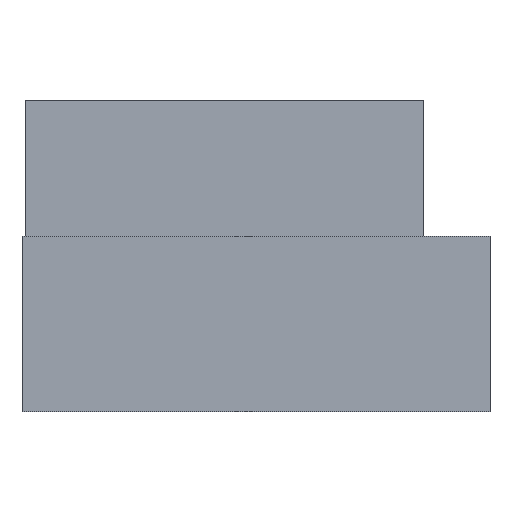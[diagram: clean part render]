
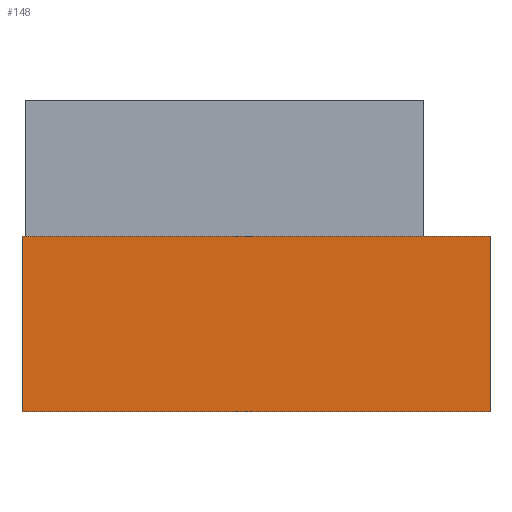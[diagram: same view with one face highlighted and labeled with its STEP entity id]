
A CAD part, left-side view. The second image highlights one B-rep face of the part: STEP entity #148.
In plain terms, the highlighted planar face has unit normal (-1, 0, 0).
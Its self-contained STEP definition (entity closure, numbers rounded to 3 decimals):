
#2 = ORIENTED_EDGE ( 'NONE', *, *, #500, .F. ) ;
#8 = ORIENTED_EDGE ( 'NONE', *, *, #268, .T. ) ;
#22 = PLANE ( 'NONE',  #488 ) ;
#25 = VECTOR ( 'NONE', #164, 1000. ) ;
#68 = DIRECTION ( 'NONE',  ( 0., 0., -1. ) ) ;
#73 = ORIENTED_EDGE ( 'NONE', *, *, #90, .F. ) ;
#81 = ORIENTED_EDGE ( 'NONE', *, *, #167, .T. ) ;
#90 = EDGE_CURVE ( 'NONE', #345, #297, #192, .T. ) ;
#104 = LINE ( 'NONE', #335, #408 ) ;
#140 = CARTESIAN_POINT ( 'NONE',  ( -38., -12., 0. ) ) ;
#141 = CARTESIAN_POINT ( 'NONE',  ( -38., -12., 4.5 ) ) ;
#148 = ADVANCED_FACE ( 'NONE', ( #457 ), #22, .F. ) ;
#156 = VERTEX_POINT ( 'NONE', #283 ) ;
#164 = DIRECTION ( 'NONE',  ( 0., -1., 0. ) ) ;
#167 = EDGE_CURVE ( 'NONE', #156, #297, #432, .T. ) ;
#192 = LINE ( 'NONE', #215, #269 ) ;
#215 = CARTESIAN_POINT ( 'NONE',  ( -38., -12., 4.5 ) ) ;
#242 = CARTESIAN_POINT ( 'NONE',  ( -38., 0., 0. ) ) ;
#259 = VECTOR ( 'NONE', #448, 1000. ) ;
#268 = EDGE_CURVE ( 'NONE', #303, #156, #104, .T. ) ;
#269 = VECTOR ( 'NONE', #452, 1000. ) ;
#283 = CARTESIAN_POINT ( 'NONE',  ( -38., 0., 0. ) ) ;
#297 = VERTEX_POINT ( 'NONE', #140 ) ;
#303 = VERTEX_POINT ( 'NONE', #421 ) ;
#335 = CARTESIAN_POINT ( 'NONE',  ( -38., 0., 4.5 ) ) ;
#345 = VERTEX_POINT ( 'NONE', #141 ) ;
#368 = CARTESIAN_POINT ( 'NONE',  ( -38., 0., 4.5 ) ) ;
#373 = CARTESIAN_POINT ( 'NONE',  ( -38., 0., 4.5 ) ) ;
#398 = LINE ( 'NONE', #368, #259 ) ;
#408 = VECTOR ( 'NONE', #68, 1000. ) ;
#409 = DIRECTION ( 'NONE',  ( 0., 0., -1. ) ) ;
#410 = EDGE_LOOP ( 'NONE', ( #81, #73, #2, #8 ) ) ;
#416 = DIRECTION ( 'NONE',  ( 1., 0., 0. ) ) ;
#421 = CARTESIAN_POINT ( 'NONE',  ( -38., 0., 4.5 ) ) ;
#432 = LINE ( 'NONE', #242, #25 ) ;
#448 = DIRECTION ( 'NONE',  ( 0., -1., 0. ) ) ;
#452 = DIRECTION ( 'NONE',  ( 0., 0., -1. ) ) ;
#457 = FACE_OUTER_BOUND ( 'NONE', #410, .T. ) ;
#488 = AXIS2_PLACEMENT_3D ( 'NONE', #373, #416, #409 ) ;
#500 = EDGE_CURVE ( 'NONE', #303, #345, #398, .T. ) ;
